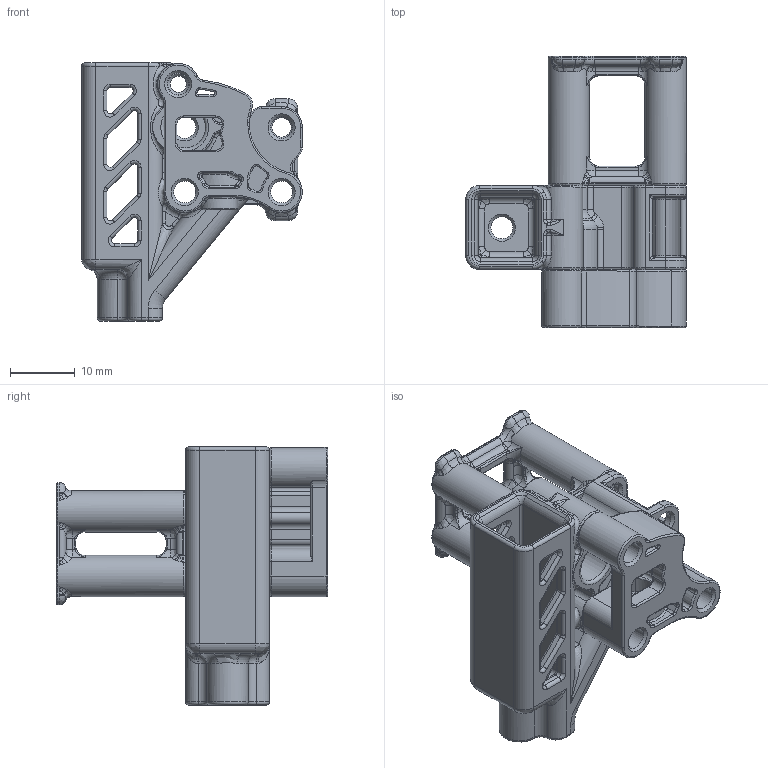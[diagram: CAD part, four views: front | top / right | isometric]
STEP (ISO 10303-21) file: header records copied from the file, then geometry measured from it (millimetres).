
FILE_DESCRIPTION(/* description */ (''),/* implementation_level */ '2;1');
FILE_NAME(/* name */ 'MP_DooKi3_SLM_XY_Tensioner_Full.step',/* time_stamp */ '2024-07-25T16:09:55-04:00',/* author */ (''),/* organization */ (''),/* preprocessor_version */ 'ST-DEVELOPER v20',/* originating_system */ 'Autodesk Translation Framework v13.14.0.145',/* authorisation */ '');
FILE_SCHEMA (('AUTOMOTIVE_DESIGN { 1 0 10303 214 3 1 1 }'));
Products named in the file (6): DooKi3_SLM_XY_Tensioner; Final; Tensioner; Y Spacer; DooKi3_SLM_Y_Gantry_Rail_Mount; Component1
Assembly tree (5 placements, depth 4):
  DooKi3_SLM_XY_Tensioner
    Final
      Tensioner
      Y Spacer
      DooKi3_SLM_Y_Gantry_Rail_Mount
        Component1
Bounding box: 34.14 x 42 x 40 mm (x, y, z)
Volume: 10066.3 mm3; surface area: 11465.5 mm2
Topology: 3 solids, 3 shells, 1419 faces, 3358 edges, 1869 vertices
Faces by surface type: cylinder 510, torus 360, bspline 332, plane 158, cone 41, sphere 18
Full cylindrical faces by diameter (mm): 2.5 x2, 3 x1, 3.4 x12, 6.4 x5
Entity records: 51737 total; most frequent: CARTESIAN_POINT 20453, DIRECTION 6584, ORIENTED_EDGE 6576, EDGE_CURVE 3288, AXIS2_PLACEMENT_3D 2824, VERTEX_POINT 1869, CIRCLE 1712, EDGE_LOOP 1477
